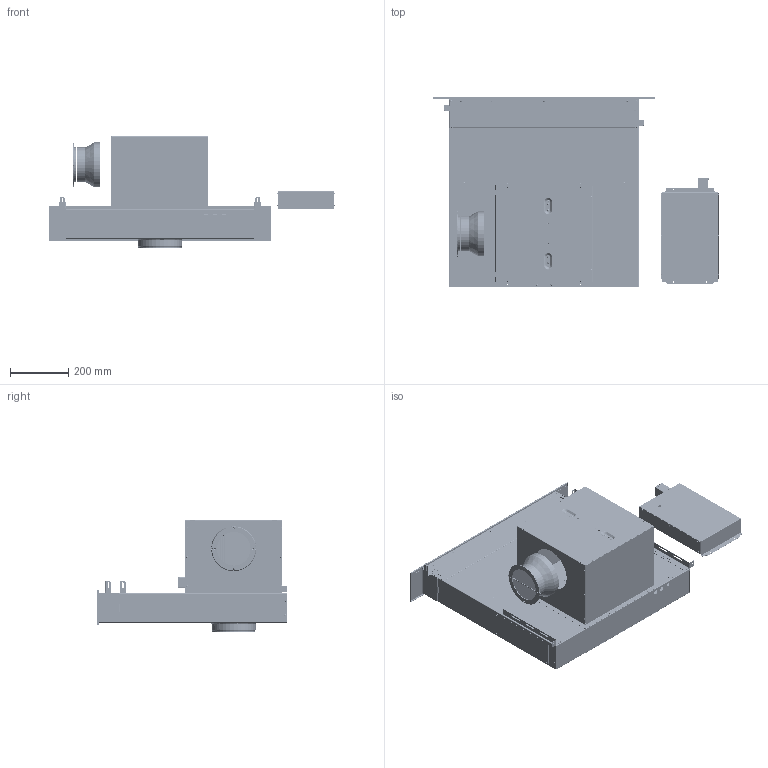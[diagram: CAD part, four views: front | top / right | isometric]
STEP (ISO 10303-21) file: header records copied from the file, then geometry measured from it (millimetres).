
FILE_DESCRIPTION((''),'2;1');
FILE_NAME('28A_783_ASM','2016-06-22T',('AA109'),(''),'PRO/ENGINEER BY PARAMETRIC TECHNOLOGY CORPORATION, 2014200','PRO/ENGINEER BY PARAMETRIC TECHNOLOGY CORPORATION, 2014200','');
FILE_SCHEMA(('CONFIG_CONTROL_DESIGN'));
Products named in the file (70): 28A_138; 28A_005; CMM_INSERTO_FILETT_M4; 28A_139; RVT_001; 28A_140; 28A_021; CMM_124; 28A_141; RIVETTO_TC_32_79_MG; CMM_DADO_GABBIA_D4; 28A_784_ASM; 28A_142; 28A_143; 28A_785_ASM; 188_126; 188_127; RIVETTO_TC_30_50; 188_822_ASM; 188_823_ASM; 28A_137; 28A_144; 28A_007; 28A_145; 28A_010; 28A_017; SCR_003; 188_046; 28A_146; 28A_034; 28A_035; 28A_016; 28A_040; RVT_003; 28A_786_ASM; 28A_148; CMM_PERNO_AUTOAGG_M4X8; 28A_788_ASM; 28A_134; K13_011 ...
Assembly tree (190 placements, depth 4):
  28A_783_ASM
    28A_784_ASM
      28A_138
      28A_005
      CMM_INSERTO_FILETT_M4  x6
      28A_139
      RVT_001  x22
      28A_140
      28A_021  x2
      CMM_124  x10
      28A_141
      RIVETTO_TC_32_79_MG  x14
      CMM_DADO_GABBIA_D4  x2
    28A_785_ASM
      28A_142
      28A_143
      CMM_INSERTO_FILETT_M4  x2
      RVT_001  x2
    188_823_ASM
      188_822_ASM
        188_126
        188_127
        RIVETTO_TC_30_50  x17
    28A_137
    28A_786_ASM
      28A_144
      28A_007
      28A_145
      28A_010
      28A_017  x2
      SCR_003  x12
      188_046
      28A_146
      28A_034
      28A_035
      RVT_001  x8
      28A_016
      28A_040
      RVT_003  x15
    28A_789_ASM
      28A_788_ASM
        28A_148
        CMM_PERNO_AUTOAGG_M4X8  x3
      28A_134
      K13_011
    180_055
    180_056
    180_066
    180_067
    28A_022  x2
    28A_165  x2
    28A_149
    28A_787_ASM
      28A_147
      28A_135
    28A_015
    A18_362
    28A_023  x2
    CME_FARETTO_LED_FISSO_L500_ASM
      CME_ESTR_FARETTO_LED_FISSO_L500
Bounding box: 981.43 x 652.2 x 384.5 mm (x, y, z)
Volume: 4491785.8 mm3; surface area: 7408770.5 mm2
Topology: 180 solids, 203 shells, 10999 faces, 28555 edges, 17789 vertices
Faces by surface type: plane 6620, cylinder 3258, bspline 355, torus 304, sphere 258, cone 192, extrusion 12
Entity records: 242805 total; most frequent: CARTESIAN_POINT 62727, DIRECTION 37855, ORIENTED_EDGE 36934, EDGE_CURVE 18475, AXIS2_PLACEMENT_3D 13120, VECTOR 11615, LINE 11603, VERTEX_POINT 11375
